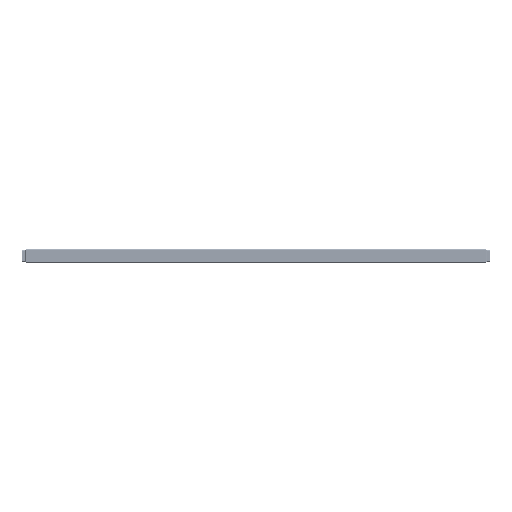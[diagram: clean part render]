
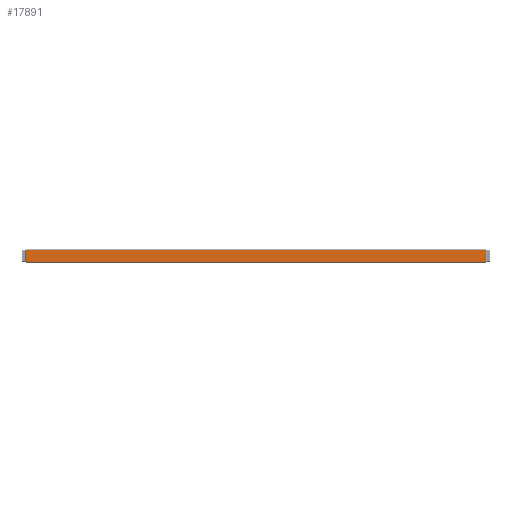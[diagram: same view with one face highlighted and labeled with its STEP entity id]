
A CAD part, front view. The second image highlights one B-rep face of the part: STEP entity #17891.
In plain terms, the highlighted planar face has unit normal (0, -1, 0).
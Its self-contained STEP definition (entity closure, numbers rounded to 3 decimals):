
#13362=FACE_OUTER_BOUND('',#38255,.T.);
#17891=ADVANCED_FACE('',(#13362),#24069,.T.);
#24069=PLANE('',#117065);
#38255=EDGE_LOOP('',(#46900,#46901,#46902,#46903));
#46900=ORIENTED_EDGE('',*,*,#88000,.T.);
#46901=ORIENTED_EDGE('',*,*,#88001,.T.);
#46902=ORIENTED_EDGE('',*,*,#88002,.T.);
#46903=ORIENTED_EDGE('',*,*,#88003,.T.);
#77409=VERTEX_POINT('',#163179);
#77410=VERTEX_POINT('',#163180);
#77411=VERTEX_POINT('',#163182);
#77412=VERTEX_POINT('',#163184);
#88000=EDGE_CURVE('',#77409,#77410,#103169,.T.);
#88001=EDGE_CURVE('',#77410,#77411,#103170,.T.);
#88002=EDGE_CURVE('',#77411,#77412,#103171,.T.);
#88003=EDGE_CURVE('',#77412,#77409,#103172,.T.);
#103169=LINE('',#163178,#110193);
#103170=LINE('',#163181,#110194);
#103171=LINE('',#163183,#110195);
#103172=LINE('',#163185,#110196);
#110193=VECTOR('',#130028,1.);
#110194=VECTOR('',#130029,1.);
#110195=VECTOR('',#130030,1.);
#110196=VECTOR('',#130031,1.);
#117065=AXIS2_PLACEMENT_3D('',#163186,#130032,#130033);
#130028=DIRECTION('',(-1.,0.,0.));
#130029=DIRECTION('',(0.,0.,-1.));
#130030=DIRECTION('',(1.,0.,0.));
#130031=DIRECTION('',(0.,0.,1.));
#130032=DIRECTION('',(0.,-1.,0.));
#130033=DIRECTION('',(0.,0.,1.));
#163178=CARTESIAN_POINT('',(137.5,0.,7.575));
#163179=CARTESIAN_POINT('',(274.6,0.,7.575));
#163180=CARTESIAN_POINT('',(0.4,0.,7.575));
#163181=CARTESIAN_POINT('',(0.4,0.,0.));
#163182=CARTESIAN_POINT('',(0.4,0.,0.425));
#163183=CARTESIAN_POINT('',(137.5,0.,0.425));
#163184=CARTESIAN_POINT('',(274.6,0.,0.425));
#163185=CARTESIAN_POINT('',(274.6,0.,0.));
#163186=CARTESIAN_POINT('',(137.5,0.,0.));
